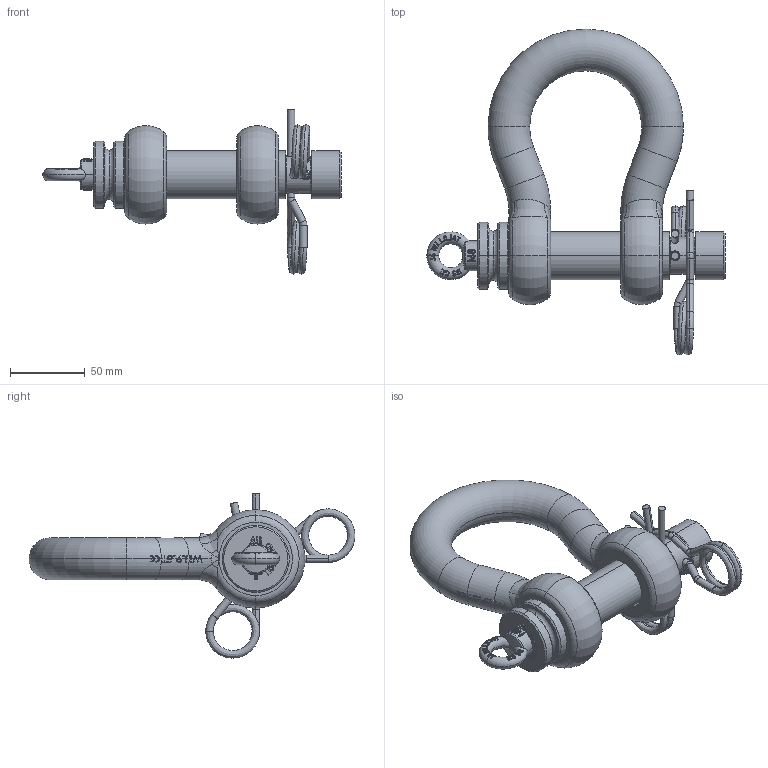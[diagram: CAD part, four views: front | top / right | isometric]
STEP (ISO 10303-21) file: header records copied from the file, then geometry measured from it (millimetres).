
FILE_DESCRIPTION (( 'STEP AP214' ), '1' );
FILE_NAME ('POGHMB28ROVRL.STEP', '2013-07-18T13:41:00', ( 'cad' ), ( '' ), 'SwSTEP 2.0', 'SolidWorks 2013', '' );
FILE_SCHEMA (( 'AUTOMOTIVE_DESIGN' ));
Length unit declared in the file: millimetre
Products named in the file (6): POZKMB32ROVRL; OHBVD05 Sluiting 28; OHOBZD008; 2352 dimensions GPZKMBxxROVRL Parametrische 25-32mm pin_POZKMB32ROVRL; ROV beugel 28mm_NGPZHDL28ROV; POGHMB28ROVRL
Assembly tree (6 placements, depth 3):
  POGHMB28ROVRL
    ROV beugel 28mm_NGPZHDL28ROV
    POZKMB32ROVRL
      2352 dimensions GPZKMBxxROVRL Parametrische 25-32mm pin_POZKMB32ROVRL
      OHOBZD008
      OHBVD05 Sluiting 28  x2
Bounding box: 200 x 218.48 x 109.98 mm (x, y, z)
Volume: 447699.4 mm3; surface area: 84638.9 mm2
Topology: 5 solids, 5 shells, 1096 faces, 2920 edges, 1878 vertices
Faces by surface type: bspline 444, plane 375, torus 136, cylinder 123, cone 16, sphere 2
Entity records: 59325 total; most frequent: CARTESIAN_POINT 36962, ORIENTED_EDGE 5694, DIRECTION 2873, EDGE_CURVE 2847, VERTEX_POINT 1844, B_SPLINE_CURVE_WITH_KNOTS 1551, EDGE_LOOP 1133, ADVANCED_FACE 1066
